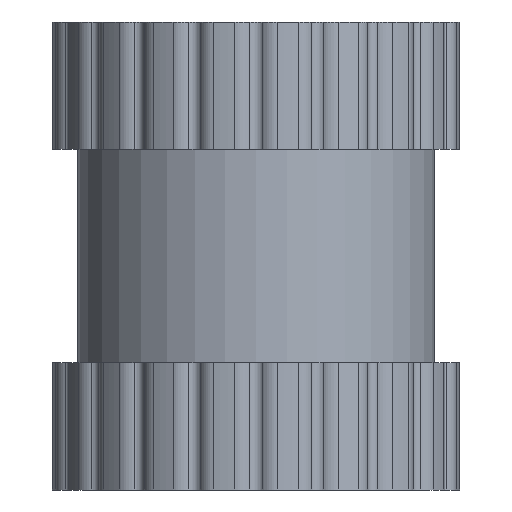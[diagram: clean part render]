
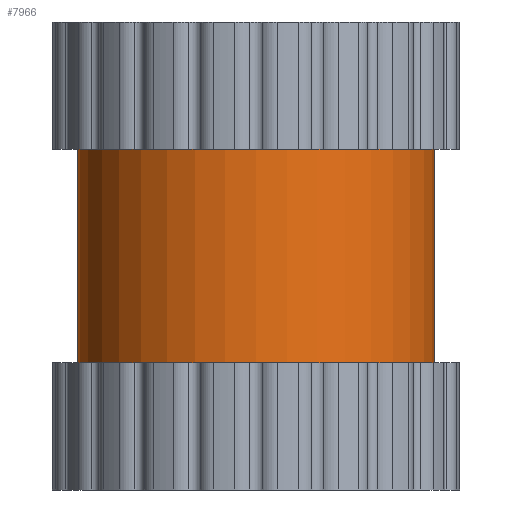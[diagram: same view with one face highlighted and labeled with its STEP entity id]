
A CAD part, front view. The second image highlights one B-rep face of the part: STEP entity #7966.
In plain terms, the highlighted cylindrical face has radius 1.524 mm (diameter 3.048 mm), a full revolution.
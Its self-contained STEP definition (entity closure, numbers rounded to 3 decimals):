
#1540=ORIENTED_EDGE('',*,*,#3224,.T.);
#1541=ORIENTED_EDGE('',*,*,#3182,.F.);
#3182=EDGE_CURVE('',#4024,#4024,#4495,.T.);
#3224=EDGE_CURVE('',#4027,#4027,#4537,.T.);
#4024=VERTEX_POINT('',#11172);
#4027=VERTEX_POINT('',#11218);
#4495=CIRCLE('',#8528,1.524);
#4537=CIRCLE('',#8571,1.524);
#4703=EDGE_LOOP('',(#1540));
#4704=EDGE_LOOP('',(#1541));
#5064=FACE_BOUND('',#4703,.T.);
#5065=FACE_BOUND('',#4704,.T.);
#5421=CYLINDRICAL_SURFACE('',#8570,1.524);
#7966=ADVANCED_FACE('',(#5064,#5065),#5421,.T.);
#8528=AXIS2_PLACEMENT_3D('',#11171,#9585,#9586);
#8570=AXIS2_PLACEMENT_3D('',#11216,#9669,#9670);
#8571=AXIS2_PLACEMENT_3D('',#11217,#9671,#9672);
#9585=DIRECTION('',(0.,0.,1.));
#9586=DIRECTION('',(1.,0.,0.));
#9669=DIRECTION('',(0.,0.,1.));
#9670=DIRECTION('',(1.,0.,0.));
#9671=DIRECTION('',(0.,0.,1.));
#9672=DIRECTION('',(1.,0.,0.));
#11171=CARTESIAN_POINT('',(0.,0.,2.914));
#11172=CARTESIAN_POINT('',(1.524,0.,2.914));
#11216=CARTESIAN_POINT('',(0.,0.,0.));
#11217=CARTESIAN_POINT('',(0.,0.,1.086));
#11218=CARTESIAN_POINT('',(1.524,0.,1.086));
